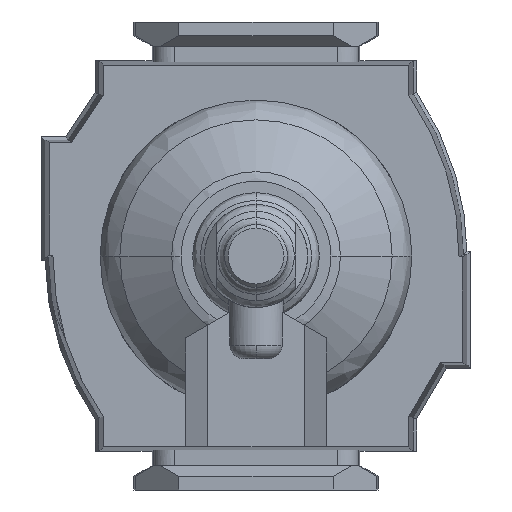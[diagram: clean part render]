
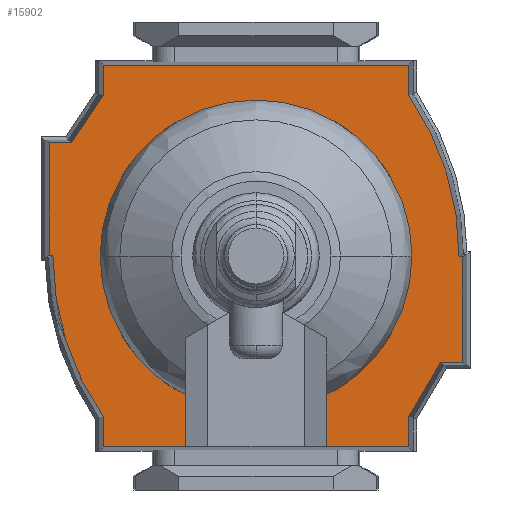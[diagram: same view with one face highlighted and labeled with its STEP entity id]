
A CAD part, front view. The second image highlights one B-rep face of the part: STEP entity #15902.
In plain terms, the highlighted planar face has unit normal (0, -1, 0).
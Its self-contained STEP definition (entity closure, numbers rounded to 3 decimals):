
#78 = EDGE_CURVE ( 'NONE', #96, #9696, #1433, .T. ) ;
#89 = VECTOR ( 'NONE', #8036, 1000. ) ;
#96 = VERTEX_POINT ( 'NONE', #12939 ) ;
#657 = EDGE_CURVE ( 'NONE', #3948, #6838, #15922, .T. ) ;
#797 = LINE ( 'NONE', #13817, #14333 ) ;
#967 = CARTESIAN_POINT ( 'NONE',  ( 27.75, -38.5, 22.2 ) ) ;
#1004 = DIRECTION ( 'NONE',  ( -1., 0., 0. ) ) ;
#1053 = VECTOR ( 'NONE', #1004, 1000. ) ;
#1433 = LINE ( 'NONE', #4327, #14606 ) ;
#1455 = ORIENTED_EDGE ( 'NONE', *, *, #8443, .F. ) ;
#1554 = EDGE_CURVE ( 'NONE', #6600, #96, #13697, .T. ) ;
#1698 = CARTESIAN_POINT ( 'NONE',  ( 23.383, -38.5, -22.2 ) ) ;
#1711 = CARTESIAN_POINT ( 'NONE',  ( -15.502, -38.5, -26.799 ) ) ;
#1943 = CARTESIAN_POINT ( 'NONE',  ( 23.362, -38.5, 22.2 ) ) ;
#2024 = LINE ( 'NONE', #8058, #11087 ) ;
#2186 = VERTEX_POINT ( 'NONE', #2619 ) ;
#2354 = AXIS2_PLACEMENT_3D ( 'NONE', #11874, #6703, #4208 ) ;
#2619 = CARTESIAN_POINT ( 'NONE',  ( 27.75, -38.5, 22.2 ) ) ;
#2622 = VERTEX_POINT ( 'NONE', #4679 ) ;
#2658 = CARTESIAN_POINT ( 'NONE',  ( -15.5, -38.5, -30. ) ) ;
#2753 = DIRECTION ( 'NONE',  ( 0., 0., 1. ) ) ;
#2945 = DIRECTION ( 'NONE',  ( 0., 0., 1. ) ) ;
#3035 = CARTESIAN_POINT ( 'NONE',  ( 0., -38.5, 11.6 ) ) ;
#3053 = ORIENTED_EDGE ( 'NONE', *, *, #14377, .F. ) ;
#3341 = ORIENTED_EDGE ( 'NONE', *, *, #12529, .F. ) ;
#3364 = CARTESIAN_POINT ( 'NONE',  ( 0.1, -38.5, 30. ) ) ;
#3607 = VERTEX_POINT ( 'NONE', #3915 ) ;
#3848 = CARTESIAN_POINT ( 'NONE',  ( -23.35, -38.5, -22.2 ) ) ;
#3878 = CARTESIAN_POINT ( 'NONE',  ( -0.1, -38.5, -29.5 ) ) ;
#3915 = CARTESIAN_POINT ( 'NONE',  ( 16.5, -38.5, 26.8 ) ) ;
#3948 = VERTEX_POINT ( 'NONE', #10853 ) ;
#4065 = CARTESIAN_POINT ( 'NONE',  ( 0., -38.5, -11.6 ) ) ;
#4090 = VECTOR ( 'NONE', #12362, 1000. ) ;
#4208 = DIRECTION ( 'NONE',  ( 0., 0., -1. ) ) ;
#4327 = CARTESIAN_POINT ( 'NONE',  ( 0.1, -38.5, 30. ) ) ;
#4426 = CARTESIAN_POINT ( 'NONE',  ( -23.35, -38.5, -22.2 ) ) ;
#4466 = ORIENTED_EDGE ( 'NONE', *, *, #12157, .F. ) ;
#4499 = CARTESIAN_POINT ( 'NONE',  ( 16.5, -38.5, 26.8 ) ) ;
#4528 = LINE ( 'NONE', #1698, #13707 ) ;
#4618 = EDGE_CURVE ( 'NONE', #5467, #3948, #5007, .T. ) ;
#4679 = CARTESIAN_POINT ( 'NONE',  ( -27.75, -38.5, -22.2 ) ) ;
#4692 = LINE ( 'NONE', #1943, #4090 ) ;
#4890 = CARTESIAN_POINT ( 'NONE',  ( -0.1, -38.5, -30. ) ) ;
#4904 = DIRECTION ( 'NONE',  ( 1., 0., 0. ) ) ;
#5007 = LINE ( 'NONE', #2658, #1053 ) ;
#5145 = ORIENTED_EDGE ( 'NONE', *, *, #78, .F. ) ;
#5160 = VERTEX_POINT ( 'NONE', #8371 ) ;
#5467 = VERTEX_POINT ( 'NONE', #10630 ) ;
#5508 = CARTESIAN_POINT ( 'NONE',  ( -27.75, -38.5, 22.2 ) ) ;
#5622 = FACE_OUTER_BOUND ( 'NONE', #16610, .T. ) ;
#5819 = ORIENTED_EDGE ( 'NONE', *, *, #12101, .F. ) ;
#6048 = DIRECTION ( 'NONE',  ( 1., 0., 0. ) ) ;
#6064 = CARTESIAN_POINT ( 'NONE',  ( 16.5, -38.5, 30.005 ) ) ;
#6105 = DIRECTION ( 'NONE',  ( 0., 1., 0. ) ) ;
#6600 = VERTEX_POINT ( 'NONE', #10666 ) ;
#6606 = DIRECTION ( 'NONE',  ( 0., 1., 0. ) ) ;
#6703 = DIRECTION ( 'NONE',  ( 0., -1., 0. ) ) ;
#6787 = EDGE_CURVE ( 'NONE', #3607, #14488, #4692, .T. ) ;
#6838 = VERTEX_POINT ( 'NONE', #14960 ) ;
#7075 = DIRECTION ( 'NONE',  ( 0., 0., -1. ) ) ;
#7213 = ORIENTED_EDGE ( 'NONE', *, *, #13810, .F. ) ;
#7298 = CARTESIAN_POINT ( 'NONE',  ( 23.362, -38.5, 22.2 ) ) ;
#7350 = ORIENTED_EDGE ( 'NONE', *, *, #13827, .F. ) ;
#7401 = VERTEX_POINT ( 'NONE', #5508 ) ;
#7538 = ORIENTED_EDGE ( 'NONE', *, *, #1554, .F. ) ;
#7553 = LINE ( 'NONE', #967, #9723 ) ;
#7855 = ORIENTED_EDGE ( 'NONE', *, *, #6787, .F. ) ;
#7894 = PLANE ( 'NONE',  #2354 ) ;
#7985 = LINE ( 'NONE', #14648, #8942 ) ;
#8031 = LINE ( 'NONE', #10568, #9925 ) ;
#8036 = DIRECTION ( 'NONE',  ( -0.863, 0., 0.506 ) ) ;
#8058 = CARTESIAN_POINT ( 'NONE',  ( -23.381, -38.5, 22.202 ) ) ;
#8070 = DIRECTION ( 'NONE',  ( 0., 0., 1. ) ) ;
#8131 = ORIENTED_EDGE ( 'NONE', *, *, #11275, .F. ) ;
#8371 = CARTESIAN_POINT ( 'NONE',  ( 16.5, -38.5, 30.005 ) ) ;
#8443 = EDGE_CURVE ( 'NONE', #7401, #13102, #2024, .T. ) ;
#8472 = DIRECTION ( 'NONE',  ( 0., 0., 1. ) ) ;
#8714 = VERTEX_POINT ( 'NONE', #11997 ) ;
#8724 = VECTOR ( 'NONE', #4904, 1000. ) ;
#8942 = VECTOR ( 'NONE', #11960, 1000. ) ;
#9243 = DIRECTION ( 'NONE',  ( 0., 1., 0. ) ) ;
#9245 = EDGE_CURVE ( 'NONE', #9696, #5160, #14922, .T. ) ;
#9472 = DIRECTION ( 'NONE',  ( -1., 0., 0. ) ) ;
#9696 = VERTEX_POINT ( 'NONE', #3364 ) ;
#9723 = VECTOR ( 'NONE', #6048, 1000. ) ;
#9925 = VECTOR ( 'NONE', #13358, 1000. ) ;
#10219 = AXIS2_PLACEMENT_3D ( 'NONE', #4065, #9243, #15434 ) ;
#10252 = VERTEX_POINT ( 'NONE', #10795 ) ;
#10448 = AXIS2_PLACEMENT_3D ( 'NONE', #16503, #6105, #8472 ) ;
#10568 = CARTESIAN_POINT ( 'NONE',  ( -27.75, -38.5, 22.2 ) ) ;
#10630 = CARTESIAN_POINT ( 'NONE',  ( -0.1, -38.5, -30. ) ) ;
#10666 = CARTESIAN_POINT ( 'NONE',  ( 0., -38.5, 29.5 ) ) ;
#10795 = CARTESIAN_POINT ( 'NONE',  ( 23.383, -38.5, -22.2 ) ) ;
#10853 = CARTESIAN_POINT ( 'NONE',  ( -15.5, -38.5, -30. ) ) ;
#11087 = VECTOR ( 'NONE', #12023, 1000. ) ;
#11180 = VERTEX_POINT ( 'NONE', #3848 ) ;
#11275 = EDGE_CURVE ( 'NONE', #5160, #3607, #12079, .T. ) ;
#11614 = ORIENTED_EDGE ( 'NONE', *, *, #14502, .F. ) ;
#11757 = VECTOR ( 'NONE', #8070, 1000. ) ;
#11774 = VECTOR ( 'NONE', #7075, 1000. ) ;
#11874 = CARTESIAN_POINT ( 'NONE',  ( -28.86, -38.5, 31.2 ) ) ;
#11960 = DIRECTION ( 'NONE',  ( -1., 0., 0. ) ) ;
#11997 = CARTESIAN_POINT ( 'NONE',  ( 27.75, -38.5, -22.2 ) ) ;
#12023 = DIRECTION ( 'NONE',  ( 1., 0., 0. ) ) ;
#12079 = LINE ( 'NONE', #4499, #11774 ) ;
#12087 = LINE ( 'NONE', #4426, #89 ) ;
#12101 = EDGE_CURVE ( 'NONE', #8714, #10252, #4528, .T. ) ;
#12157 = EDGE_CURVE ( 'NONE', #2622, #7401, #8031, .T. ) ;
#12362 = DIRECTION ( 'NONE',  ( 0.831, 0., -0.557 ) ) ;
#12529 = EDGE_CURVE ( 'NONE', #13102, #6600, #13199, .T. ) ;
#12594 = CARTESIAN_POINT ( 'NONE',  ( -23.381, -38.5, 22.202 ) ) ;
#12939 = CARTESIAN_POINT ( 'NONE',  ( 0.1, -38.5, 29.5 ) ) ;
#12955 = EDGE_CURVE ( 'NONE', #6838, #11180, #12087, .T. ) ;
#12964 = ORIENTED_EDGE ( 'NONE', *, *, #9245, .F. ) ;
#13102 = VERTEX_POINT ( 'NONE', #12594 ) ;
#13199 = CIRCLE ( 'NONE', #10219, 41.1 ) ;
#13358 = DIRECTION ( 'NONE',  ( 0., 0., 1. ) ) ;
#13431 = ORIENTED_EDGE ( 'NONE', *, *, #4618, .F. ) ;
#13554 = CIRCLE ( 'NONE', #14317, 41.1 ) ;
#13697 = CIRCLE ( 'NONE', #10448, 41.1 ) ;
#13707 = VECTOR ( 'NONE', #9472, 1000. ) ;
#13804 = VERTEX_POINT ( 'NONE', #3878 ) ;
#13810 = EDGE_CURVE ( 'NONE', #13804, #5467, #16438, .T. ) ;
#13817 = CARTESIAN_POINT ( 'NONE',  ( 27.75, -38.5, -22.2 ) ) ;
#13827 = EDGE_CURVE ( 'NONE', #14488, #2186, #7553, .T. ) ;
#13974 = DIRECTION ( 'NONE',  ( 0., 0., -1. ) ) ;
#14317 = AXIS2_PLACEMENT_3D ( 'NONE', #3035, #6606, #2945 ) ;
#14333 = VECTOR ( 'NONE', #14980, 1000. ) ;
#14377 = EDGE_CURVE ( 'NONE', #11180, #2622, #7985, .T. ) ;
#14488 = VERTEX_POINT ( 'NONE', #7298 ) ;
#14502 = EDGE_CURVE ( 'NONE', #2186, #8714, #797, .T. ) ;
#14606 = VECTOR ( 'NONE', #2753, 1000. ) ;
#14648 = CARTESIAN_POINT ( 'NONE',  ( -27.75, -38.5, -22.2 ) ) ;
#14768 = EDGE_CURVE ( 'NONE', #10252, #13804, #13554, .T. ) ;
#14877 = ORIENTED_EDGE ( 'NONE', *, *, #12955, .F. ) ;
#14896 = ORIENTED_EDGE ( 'NONE', *, *, #657, .F. ) ;
#14922 = LINE ( 'NONE', #6064, #8724 ) ;
#14960 = CARTESIAN_POINT ( 'NONE',  ( -15.502, -38.5, -26.799 ) ) ;
#14980 = DIRECTION ( 'NONE',  ( 0., 0., -1. ) ) ;
#15405 = VECTOR ( 'NONE', #13974, 1000. ) ;
#15434 = DIRECTION ( 'NONE',  ( 0., 0., 1. ) ) ;
#15902 = ADVANCED_FACE ( 'NONE', ( #5622 ), #7894, .T. ) ;
#15922 = LINE ( 'NONE', #1711, #11757 ) ;
#16146 = ORIENTED_EDGE ( 'NONE', *, *, #14768, .F. ) ;
#16438 = LINE ( 'NONE', #4890, #15405 ) ;
#16503 = CARTESIAN_POINT ( 'NONE',  ( 0., -38.5, -11.6 ) ) ;
#16610 = EDGE_LOOP ( 'NONE', ( #3053, #14877, #14896, #13431, #7213, #16146, #5819, #11614, #7350, #7855, #8131, #12964, #5145, #7538, #3341, #1455, #4466 ) ) ;
